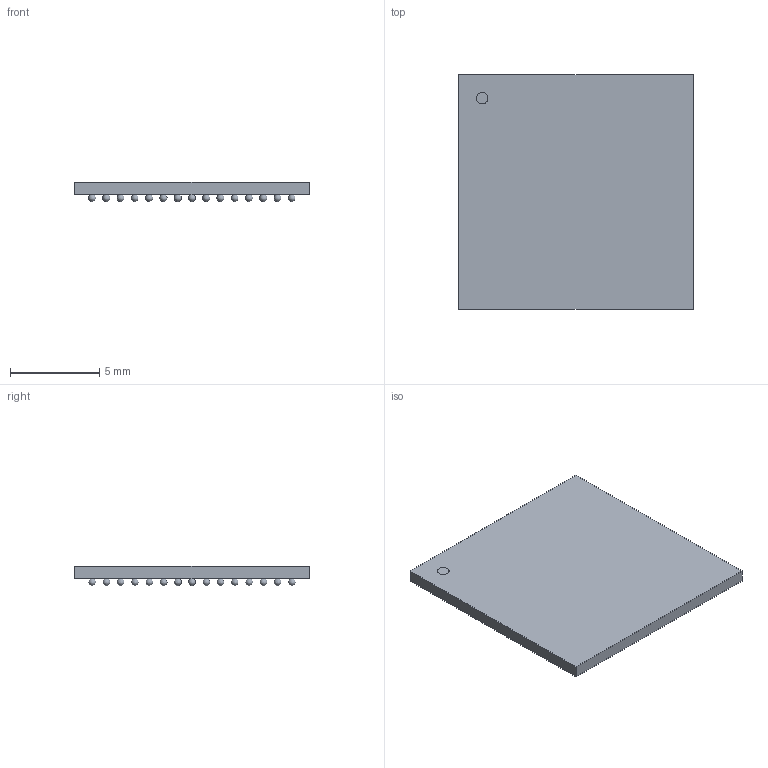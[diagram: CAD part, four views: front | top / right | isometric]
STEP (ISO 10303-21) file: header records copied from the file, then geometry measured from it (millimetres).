
FILE_DESCRIPTION(('STEP AP214'),'1');
FILE_NAME('TFBGA216_13X13_STM','2023-12-11T04:59:24',(''),(''),'','','');
FILE_SCHEMA(('AUTOMOTIVE_DESIGN'));
Length unit declared in the file: millimetre
Products named in the file (1): product
Bounding box: 13.16 x 13.16 x 1.1 mm (x, y, z)
Volume: 126.5 mm3; surface area: 495.2 mm2
Topology: 218 solids, 218 shells, 225 faces, 663 edges, 442 vertices
Faces by surface type: sphere 216, plane 8, cylinder 1
Full cylindrical faces by diameter (mm): 0.658 x1
Entity records: 2317 total; most frequent: DIRECTION 470, CARTESIAN_POINT 239, AXIS2_PLACEMENT_3D 229, STYLED_ITEM 225, ADVANCED_FACE 225, MANIFOLD_SOLID_BREP 218, CLOSED_SHELL 218, SPHERICAL_SURFACE 216
